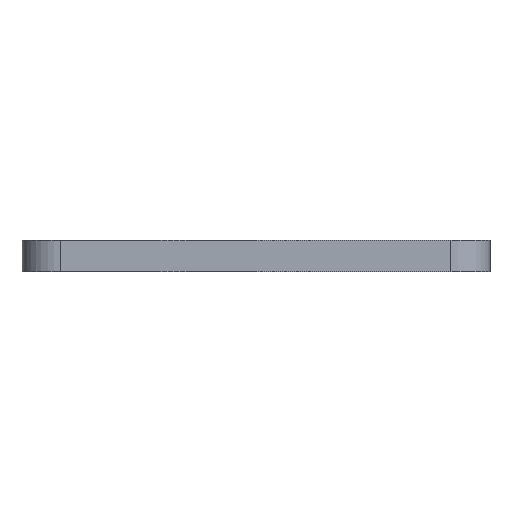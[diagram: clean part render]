
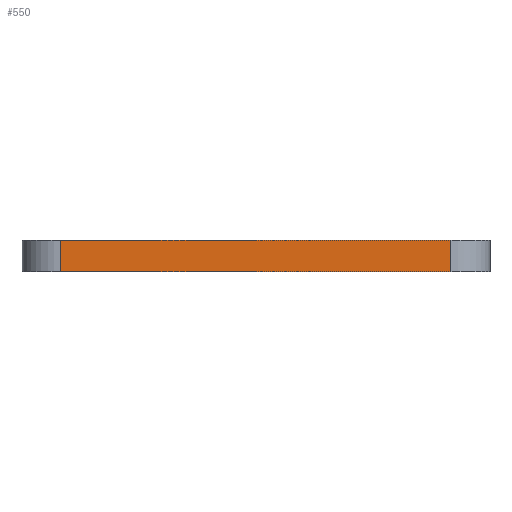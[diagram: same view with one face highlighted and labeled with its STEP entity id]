
A CAD part, left-side view. The second image highlights one B-rep face of the part: STEP entity #550.
In plain terms, the highlighted planar face has unit normal (-1, 0, 0).
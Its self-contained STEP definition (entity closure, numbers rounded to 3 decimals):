
#16 = VECTOR ( 'NONE', #682, 1000. ) ;
#46 = DIRECTION ( 'NONE',  ( 0., 0., -1. ) ) ;
#71 = CARTESIAN_POINT ( 'NONE',  ( 0., -2., 0. ) ) ;
#81 = AXIS2_PLACEMENT_3D ( 'NONE', #822, #664, #267 ) ;
#104 = CARTESIAN_POINT ( 'NONE',  ( 0., -2., 0. ) ) ;
#148 = DIRECTION ( 'NONE',  ( 0., -1., 0. ) ) ;
#220 = CARTESIAN_POINT ( 'NONE',  ( 0., -22., 1.6 ) ) ;
#243 = DIRECTION ( 'NONE',  ( 0., -1., 0. ) ) ;
#252 = EDGE_LOOP ( 'NONE', ( #661, #968, #546, #667 ) ) ;
#267 = DIRECTION ( 'NONE',  ( 0., 0., -1. ) ) ;
#318 = CARTESIAN_POINT ( 'NONE',  ( 0., 0., 0. ) ) ;
#346 = VECTOR ( 'NONE', #46, 1000. ) ;
#374 = EDGE_CURVE ( 'NONE', #980, #612, #404, .T. ) ;
#379 = CARTESIAN_POINT ( 'NONE',  ( 0., -2., 1.6 ) ) ;
#404 = LINE ( 'NONE', #318, #538 ) ;
#470 = CARTESIAN_POINT ( 'NONE',  ( 0., 0., 1.6 ) ) ;
#497 = LINE ( 'NONE', #104, #346 ) ;
#509 = PLANE ( 'NONE',  #81 ) ;
#538 = VECTOR ( 'NONE', #243, 1000. ) ;
#546 = ORIENTED_EDGE ( 'NONE', *, *, #955, .F. ) ;
#550 = ADVANCED_FACE ( 'NONE', ( #747 ), #509, .F. ) ;
#575 = EDGE_CURVE ( 'NONE', #741, #980, #497, .T. ) ;
#612 = VERTEX_POINT ( 'NONE', #752 ) ;
#661 = ORIENTED_EDGE ( 'NONE', *, *, #374, .T. ) ;
#664 = DIRECTION ( 'NONE',  ( 1., 0., 0. ) ) ;
#667 = ORIENTED_EDGE ( 'NONE', *, *, #575, .T. ) ;
#682 = DIRECTION ( 'NONE',  ( 0., 0., 1. ) ) ;
#739 = EDGE_CURVE ( 'NONE', #612, #798, #771, .T. ) ;
#741 = VERTEX_POINT ( 'NONE', #379 ) ;
#747 = FACE_OUTER_BOUND ( 'NONE', #252, .T. ) ;
#752 = CARTESIAN_POINT ( 'NONE',  ( 0., -22., 0. ) ) ;
#771 = LINE ( 'NONE', #220, #16 ) ;
#798 = VERTEX_POINT ( 'NONE', #876 ) ;
#822 = CARTESIAN_POINT ( 'NONE',  ( 0., 0., 1.6 ) ) ;
#869 = LINE ( 'NONE', #470, #1017 ) ;
#876 = CARTESIAN_POINT ( 'NONE',  ( 0., -22., 1.6 ) ) ;
#955 = EDGE_CURVE ( 'NONE', #741, #798, #869, .T. ) ;
#968 = ORIENTED_EDGE ( 'NONE', *, *, #739, .T. ) ;
#980 = VERTEX_POINT ( 'NONE', #71 ) ;
#1017 = VECTOR ( 'NONE', #148, 1000. ) ;
